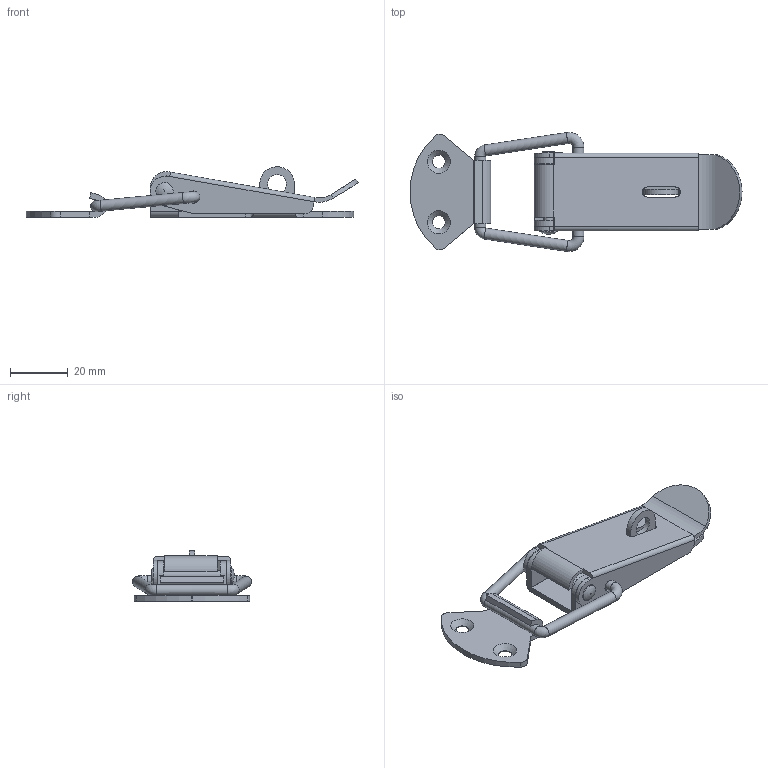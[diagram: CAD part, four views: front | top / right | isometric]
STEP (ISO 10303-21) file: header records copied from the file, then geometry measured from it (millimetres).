
FILE_DESCRIPTION(/* description */ ('Unknown'),/* implementation_level */ '2;1');
FILE_NAME(/* name */ '成品圖_#CT(S)-0342',/* time_stamp */ '2022-12-09T11:11:12+08:00',/* author */ ('Unknown'),/* organization */ ('Unknown'),/* preprocessor_version */ 'ST-DEVELOPER v16.7',/* originating_system */ 'DEX',/* authorisation */ $);
FILE_SCHEMA (('AUTOMOTIVE_DESIGN {1 0 10303 214 3 1 1}'));
Length unit declared in the file: millimetre
Products named in the file (6): 成品圖_#CT(S)-03; 勾吾; ｦｩ｣迺ｰ; いふ貞; 掀把_CT(S)-034; 底座_CT(S)-034
Assembly tree (5 placements, depth 2):
  成品圖_#CT(S)-03
    勾吾
    ｦｩ｣迺ｰ
    いふ貞
    掀把_CT(S)-034
    底座_CT(S)-034
Bounding box: 115.02 x 41.3 x 17.5 mm (x, y, z)
Volume: 10664.5 mm3; surface area: 13781.6 mm2
Topology: 5 solids, 6 shells, 134 faces, 350 edges, 230 vertices
Faces by surface type: plane 69, cylinder 51, torus 7, cone 5, bspline 2
Full cylindrical faces by diameter (mm): 2.5 x1, 2.55 x1, 3.5 x1, 3.8 x8, 4.2 x2, 4.5 x4, 6 x1, 6.5 x1
Entity records: 4180 total; most frequent: CARTESIAN_POINT 860, DIRECTION 667, ORIENTED_EDGE 604, EDGE_CURVE 302, AXIS2_PLACEMENT_3D 245, VERTEX_POINT 214, FACE_BOUND 194, EDGE_LOOP 192
